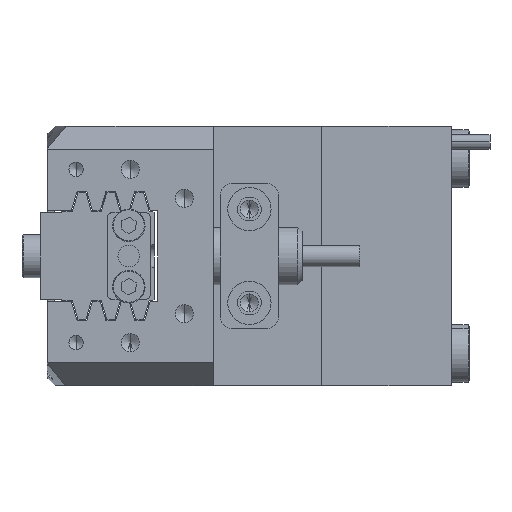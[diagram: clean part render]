
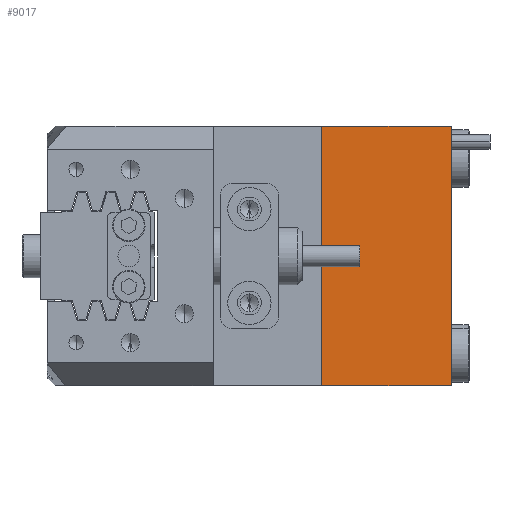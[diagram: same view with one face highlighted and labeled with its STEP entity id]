
A CAD part, left-side view. The second image highlights one B-rep face of the part: STEP entity #9017.
In plain terms, the highlighted face is planar.
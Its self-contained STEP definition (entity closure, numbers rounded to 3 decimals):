
#798 = VERTEX_POINT ( 'NONE', #33954 ) ;
#943 = VECTOR ( 'NONE', #31804, 1000. ) ;
#1888 = LINE ( 'NONE', #13624, #943 ) ;
#2740 = ORIENTED_EDGE ( 'NONE', *, *, #10046, .F. ) ;
#3029 = CARTESIAN_POINT ( 'NONE',  ( 26., 23.05, 18. ) ) ;
#3162 = DIRECTION ( 'NONE',  ( -1., 0., 0. ) ) ;
#6781 = LINE ( 'NONE', #13430, #23523 ) ;
#8666 = ORIENTED_EDGE ( 'NONE', *, *, #32973, .T. ) ;
#9017 = ADVANCED_FACE ( 'NONE', ( #23368 ), #26525, .F. ) ;
#9188 = ORIENTED_EDGE ( 'NONE', *, *, #20848, .F. ) ;
#9739 = CARTESIAN_POINT ( 'NONE',  ( 26., 23.05, -18. ) ) ;
#10046 = EDGE_CURVE ( 'NONE', #35720, #39578, #1888, .T. ) ;
#12659 = EDGE_CURVE ( 'NONE', #798, #21666, #29887, .T. ) ;
#12680 = VECTOR ( 'NONE', #24091, 1000. ) ;
#13145 = DIRECTION ( 'NONE',  ( 0., 0., 1. ) ) ;
#13430 = CARTESIAN_POINT ( 'NONE',  ( 26., 23.05, 18. ) ) ;
#13624 = CARTESIAN_POINT ( 'NONE',  ( 26., 18., 18. ) ) ;
#16192 = VECTOR ( 'NONE', #22009, 1000. ) ;
#20848 = EDGE_CURVE ( 'NONE', #39578, #21666, #24306, .T. ) ;
#21666 = VERTEX_POINT ( 'NONE', #35554 ) ;
#22009 = DIRECTION ( 'NONE',  ( 0., -1., 0. ) ) ;
#23368 = FACE_OUTER_BOUND ( 'NONE', #27463, .T. ) ;
#23523 = VECTOR ( 'NONE', #34796, 1000. ) ;
#23843 = CARTESIAN_POINT ( 'NONE',  ( 26., 0., 18. ) ) ;
#24091 = DIRECTION ( 'NONE',  ( 0., 0., -1. ) ) ;
#24306 = LINE ( 'NONE', #9739, #16192 ) ;
#24764 = ORIENTED_EDGE ( 'NONE', *, *, #12659, .T. ) ;
#26525 = PLANE ( 'NONE',  #32186 ) ;
#26953 = CARTESIAN_POINT ( 'NONE',  ( 26., 18., -18. ) ) ;
#27463 = EDGE_LOOP ( 'NONE', ( #2740, #8666, #24764, #9188 ) ) ;
#29887 = LINE ( 'NONE', #23843, #12680 ) ;
#31804 = DIRECTION ( 'NONE',  ( 0., 0., -1. ) ) ;
#32186 = AXIS2_PLACEMENT_3D ( 'NONE', #3029, #3162, #13145 ) ;
#32973 = EDGE_CURVE ( 'NONE', #35720, #798, #6781, .T. ) ;
#33954 = CARTESIAN_POINT ( 'NONE',  ( 26., 0., 18. ) ) ;
#34796 = DIRECTION ( 'NONE',  ( 0., -1., 0. ) ) ;
#35554 = CARTESIAN_POINT ( 'NONE',  ( 26., 0., -18. ) ) ;
#35720 = VERTEX_POINT ( 'NONE', #37066 ) ;
#37066 = CARTESIAN_POINT ( 'NONE',  ( 26., 18., 18. ) ) ;
#39578 = VERTEX_POINT ( 'NONE', #26953 ) ;
